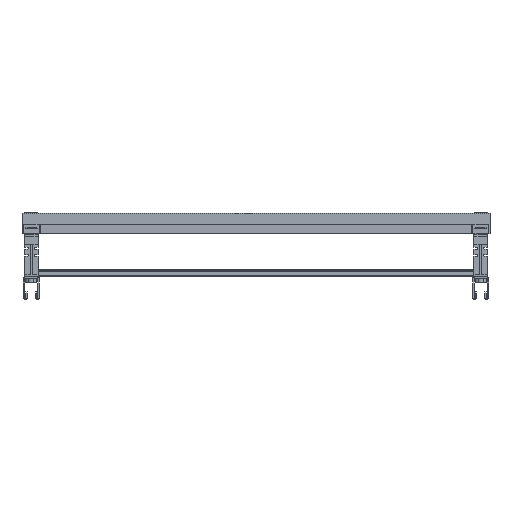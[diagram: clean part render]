
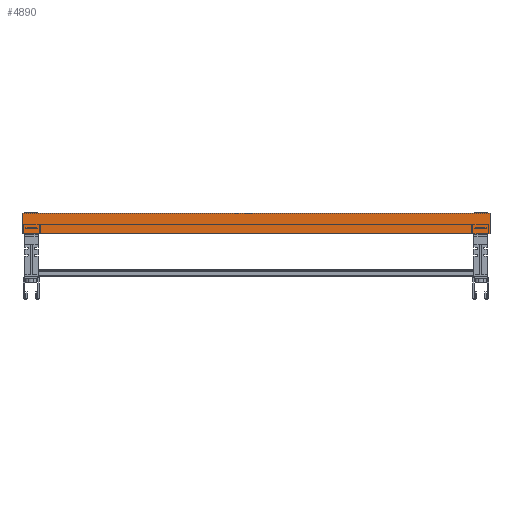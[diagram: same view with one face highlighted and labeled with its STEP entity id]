
A CAD part, front view. The second image highlights one B-rep face of the part: STEP entity #4890.
In plain terms, the highlighted planar face has unit normal (0, -1, 0).
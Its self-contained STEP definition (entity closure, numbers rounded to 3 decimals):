
#4890=ADVANCED_FACE('',(#12628),#12629,.F.);
#12628=FACE_OUTER_BOUND('',#24167,.T.);
#12629=PLANE('',#24168);
#24167=EDGE_LOOP('',(#36871,#36872,#36873,#36874));
#24168=AXIS2_PLACEMENT_3D('',#36875,#36876,#36877);
#36871=ORIENTED_EDGE('',*,*,#70886,.T.);
#36872=ORIENTED_EDGE('',*,*,#70887,.T.);
#36873=ORIENTED_EDGE('',*,*,#70888,.T.);
#36874=ORIENTED_EDGE('',*,*,#70188,.T.);
#36875=CARTESIAN_POINT('',(250.0,0.0,81.001));
#36876=DIRECTION('',(-0.0,1.0,0.0));
#36877=DIRECTION('',(1.0,0.0,0.0));
#70188=EDGE_CURVE('',#84161,#84159,#84162,.T.);
#70886=EDGE_CURVE('',#84159,#85183,#85184,.T.);
#70887=EDGE_CURVE('',#85183,#85185,#85186,.T.);
#70888=EDGE_CURVE('',#85185,#84161,#85187,.T.);
#84159=VERTEX_POINT('',#104868);
#84161=VERTEX_POINT('',#104871);
#84162=LINE('',#104872,#104873);
#85183=VERTEX_POINT('',#106267);
#85184=LINE('',#106268,#106269);
#85185=VERTEX_POINT('',#106270);
#85186=LINE('',#106271,#106272);
#85187=LINE('',#106273,#106274);
#104868=CARTESIAN_POINT('',(500.0,0.0,70.001));
#104871=CARTESIAN_POINT('',(0.0,0.0,70.001));
#104872=CARTESIAN_POINT('',(250.0,0.0,70.001));
#104873=VECTOR('',#133868,1.0);
#106267=CARTESIAN_POINT('',(500.0,0.0,92.001));
#106268=CARTESIAN_POINT('',(500.0,0.0,81.001));
#106269=VECTOR('',#134650,1.0);
#106270=CARTESIAN_POINT('',(0.0,0.0,92.001));
#106271=CARTESIAN_POINT('',(250.0,0.0,92.001));
#106272=VECTOR('',#134651,1.0);
#106273=CARTESIAN_POINT('',(0.0,0.0,81.001));
#106274=VECTOR('',#134652,1.0);
#133868=DIRECTION('',(1.0,0.0,0.0));
#134650=DIRECTION('',(0.0,0.0,1.0));
#134651=DIRECTION('',(-1.0,0.0,0.0));
#134652=DIRECTION('',(0.0,0.0,-1.0));
